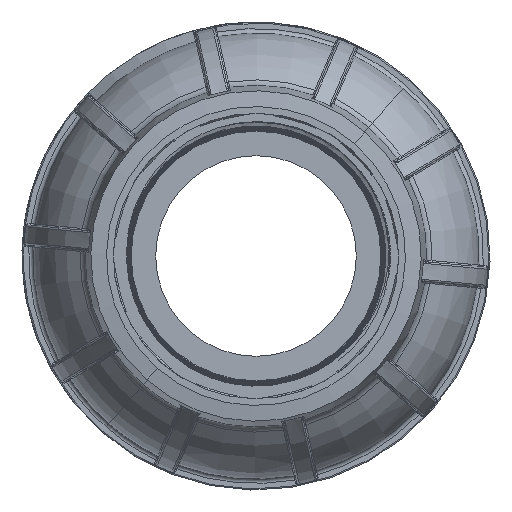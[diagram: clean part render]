
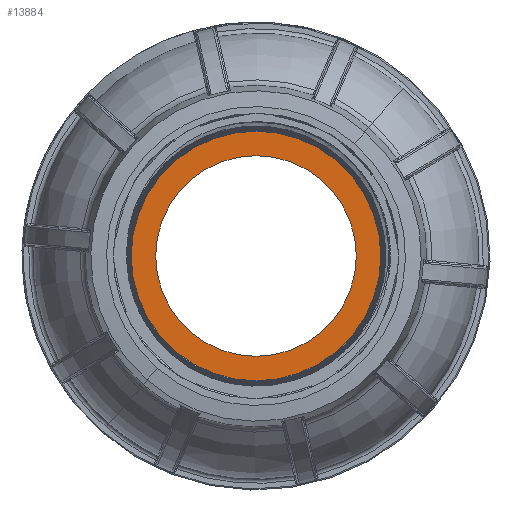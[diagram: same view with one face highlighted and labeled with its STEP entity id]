
A CAD part, left-side view. The second image highlights one B-rep face of the part: STEP entity #13884.
In plain terms, the highlighted planar face has unit normal (1, 0, 0).
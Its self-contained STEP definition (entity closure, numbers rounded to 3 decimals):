
#3167 = EDGE_LOOP ( 'NONE', ( #27248, #27246 ) ) ;
#3168 = EDGE_LOOP ( 'NONE', ( #27253, #27251 ) ) ;
#5604 = CARTESIAN_POINT ( 'NONE',  ( 0., -90.301, 0. ) ) ;
#5605 = DIRECTION ( 'NONE',  ( -1., 0., 0. ) ) ;
#5606 = DIRECTION ( 'NONE',  ( 0., 0., -1. ) ) ;
#5860 = CARTESIAN_POINT ( 'NONE',  ( 0., -90.301, 0. ) ) ;
#5861 = DIRECTION ( 'NONE',  ( -1., 0., 0. ) ) ;
#5862 = DIRECTION ( 'NONE',  ( 0., 0., -1. ) ) ;
#6229 = CIRCLE ( 'NONE', #6231, 28. ) ;
#6231 = AXIS2_PLACEMENT_3D ( 'NONE', #5860, #5861, #5862 ) ;
#7004 = CIRCLE ( 'NONE', #7012, 22.5 ) ;
#7012 = AXIS2_PLACEMENT_3D ( 'NONE', #19603, #19604, #19605 ) ;
#12567 = EDGE_CURVE ( 'NONE', #25408, #25407, #19359, .T. ) ;
#13884 = ADVANCED_FACE ( 'NONE', ( #34666, #34667 ), #39046, .F. ) ;
#14610 = EDGE_CURVE ( 'NONE', #50886, #51062, #38147, .T. ) ;
#14630 = EDGE_CURVE ( 'NONE', #51062, #50886, #6229, .T. ) ;
#17267 = CARTESIAN_POINT ( 'NONE',  ( 0., -90.301, -22.5 ) ) ;
#17268 = CARTESIAN_POINT ( 'NONE',  ( 0., -90.301, 22.5 ) ) ;
#19359 = CIRCLE ( 'NONE', #19361, 22.5 ) ;
#19361 = AXIS2_PLACEMENT_3D ( 'NONE', #36355, #36356, #36357 ) ;
#19603 = CARTESIAN_POINT ( 'NONE',  ( 0., -90.301, 0. ) ) ;
#19604 = DIRECTION ( 'NONE',  ( -1., 0., 0. ) ) ;
#19605 = DIRECTION ( 'NONE',  ( 0., 0., -1. ) ) ;
#25407 = VERTEX_POINT ( 'NONE', #17267 ) ;
#25408 = VERTEX_POINT ( 'NONE', #17268 ) ;
#25989 = EDGE_CURVE ( 'NONE', #25407, #25408, #7004, .T. ) ;
#27246 = ORIENTED_EDGE ( 'NONE', *, *, #12567, .T. ) ;
#27248 = ORIENTED_EDGE ( 'NONE', *, *, #25989, .T. ) ;
#27251 = ORIENTED_EDGE ( 'NONE', *, *, #14630, .F. ) ;
#27253 = ORIENTED_EDGE ( 'NONE', *, *, #14610, .F. ) ;
#32644 = CARTESIAN_POINT ( 'NONE',  ( 0., -90.301, -28. ) ) ;
#33210 = CARTESIAN_POINT ( 'NONE',  ( 0., -90.301, 28. ) ) ;
#34666 = FACE_OUTER_BOUND ( 'NONE', #3168, .T. ) ;
#34667 = FACE_BOUND ( 'NONE', #3167, .T. ) ;
#36355 = CARTESIAN_POINT ( 'NONE',  ( 0., -90.301, 0. ) ) ;
#36356 = DIRECTION ( 'NONE',  ( -1., 0., 0. ) ) ;
#36357 = DIRECTION ( 'NONE',  ( 0., 0., -1. ) ) ;
#36861 = AXIS2_PLACEMENT_3D ( 'NONE', #39047, #39048, #39049 ) ;
#38147 = CIRCLE ( 'NONE', #38149, 28. ) ;
#38149 = AXIS2_PLACEMENT_3D ( 'NONE', #5604, #5605, #5606 ) ;
#39046 = PLANE ( 'NONE',  #36861 ) ;
#39047 = CARTESIAN_POINT ( 'NONE',  ( 0., -112.801, 0. ) ) ;
#39048 = DIRECTION ( 'NONE',  ( -1., 0., 0. ) ) ;
#39049 = DIRECTION ( 'NONE',  ( 0., 0., -1. ) ) ;
#50886 = VERTEX_POINT ( 'NONE', #32644 ) ;
#51062 = VERTEX_POINT ( 'NONE', #33210 ) ;
